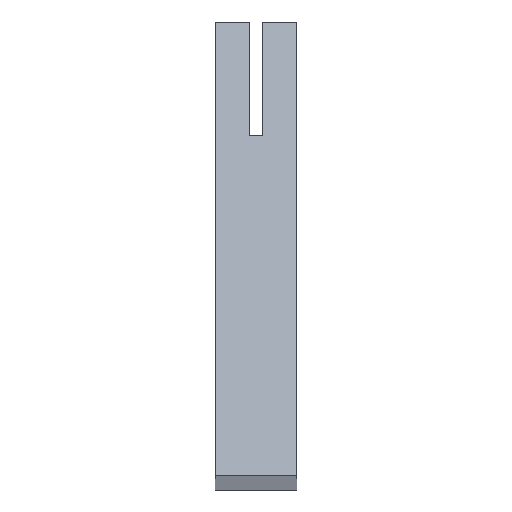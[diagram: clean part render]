
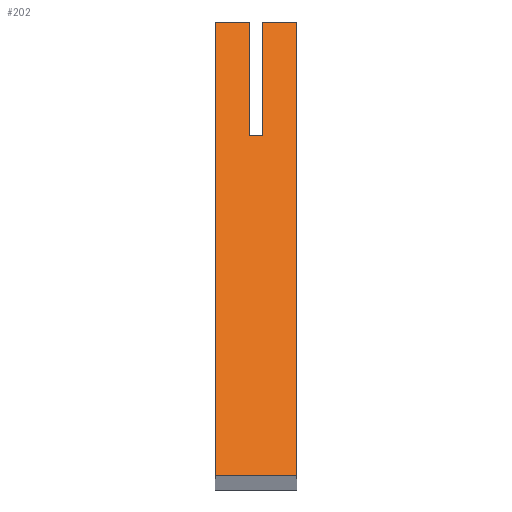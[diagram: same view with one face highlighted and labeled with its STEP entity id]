
A CAD part, top view. The second image highlights one B-rep face of the part: STEP entity #202.
In plain terms, the highlighted planar face has unit normal (0, 0.707, 0.707).
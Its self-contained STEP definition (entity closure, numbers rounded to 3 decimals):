
#57=CARTESIAN_POINT('Line Origine',(9.,-50.,919.)) ;
#61=CARTESIAN_POINT('Vertex',(0.,-50.,919.)) ;
#63=CARTESIAN_POINT('Vertex',(18.,-50.,919.)) ;
#97=CARTESIAN_POINT('Line Origine',(0.,0.,869.)) ;
#101=CARTESIAN_POINT('Vertex',(0.,50.,819.)) ;
#139=CARTESIAN_POINT('Vertex',(18.,50.,819.)) ;
#142=CARTESIAN_POINT('Line Origine',(18.,0.,869.)) ;
#154=CARTESIAN_POINT('Axis2P3D Location',(0.,-50.,919.)) ;
#159=CARTESIAN_POINT('Line Origine',(10.5,37.5,831.5)) ;
#163=CARTESIAN_POINT('Vertex',(10.5,50.,819.)) ;
#165=CARTESIAN_POINT('Vertex',(10.5,25.,844.)) ;
#168=CARTESIAN_POINT('Line Origine',(9.,25.,844.)) ;
#172=CARTESIAN_POINT('Vertex',(7.5,25.,844.)) ;
#175=CARTESIAN_POINT('Line Origine',(7.5,37.5,831.5)) ;
#179=CARTESIAN_POINT('Vertex',(7.5,50.,819.)) ;
#182=CARTESIAN_POINT('Line Origine',(3.75,50.,819.)) ;
#187=CARTESIAN_POINT('Line Origine',(14.25,50.,819.)) ;
#58=DIRECTION('Vector Direction',(1.,0.,0.)) ;
#98=DIRECTION('Vector Direction',(0.,0.707,-0.707)) ;
#143=DIRECTION('Vector Direction',(0.,0.707,-0.707)) ;
#155=DIRECTION('Axis2P3D Direction',(0.,-0.707,-0.707)) ;
#156=DIRECTION('Axis2P3D XDirection',(0.,0.707,-0.707)) ;
#160=DIRECTION('Vector Direction',(0.,-0.707,0.707)) ;
#169=DIRECTION('Vector Direction',(-1.,0.,0.)) ;
#176=DIRECTION('Vector Direction',(0.,-0.707,0.707)) ;
#183=DIRECTION('Vector Direction',(1.,0.,0.)) ;
#188=DIRECTION('Vector Direction',(1.,0.,0.)) ;
#157=AXIS2_PLACEMENT_3D('Plane Axis2P3D',#154,#155,#156) ;
#193=ORIENTED_EDGE('',*,*,#167,.T.) ;
#194=ORIENTED_EDGE('',*,*,#174,.T.) ;
#195=ORIENTED_EDGE('',*,*,#181,.F.) ;
#196=ORIENTED_EDGE('',*,*,#186,.F.) ;
#197=ORIENTED_EDGE('',*,*,#103,.T.) ;
#198=ORIENTED_EDGE('',*,*,#65,.T.) ;
#199=ORIENTED_EDGE('',*,*,#146,.F.) ;
#200=ORIENTED_EDGE('',*,*,#191,.F.) ;
#59=VECTOR('Line Direction',#58,1.) ;
#99=VECTOR('Line Direction',#98,1.) ;
#144=VECTOR('Line Direction',#143,1.) ;
#161=VECTOR('Line Direction',#160,1.) ;
#170=VECTOR('Line Direction',#169,1.) ;
#177=VECTOR('Line Direction',#176,1.) ;
#184=VECTOR('Line Direction',#183,1.) ;
#189=VECTOR('Line Direction',#188,1.) ;
#202=ADVANCED_FACE('Corps principal',(#201),#158,.F.) ;
#65=EDGE_CURVE('',#62,#64,#60,.T.) ;
#103=EDGE_CURVE('',#102,#62,#100,.F.) ;
#146=EDGE_CURVE('',#140,#64,#145,.F.) ;
#167=EDGE_CURVE('',#164,#166,#162,.T.) ;
#174=EDGE_CURVE('',#166,#173,#171,.T.) ;
#181=EDGE_CURVE('',#180,#173,#178,.T.) ;
#186=EDGE_CURVE('',#102,#180,#185,.T.) ;
#191=EDGE_CURVE('',#164,#140,#190,.T.) ;
#192=EDGE_LOOP('',(#193,#194,#195,#196,#197,#198,#199,#200)) ;
#201=FACE_OUTER_BOUND('',#192,.T.) ;
#60=LINE('Line',#57,#59) ;
#100=LINE('Line',#97,#99) ;
#145=LINE('Line',#142,#144) ;
#162=LINE('Line',#159,#161) ;
#171=LINE('Line',#168,#170) ;
#178=LINE('Line',#175,#177) ;
#185=LINE('Line',#182,#184) ;
#190=LINE('Line',#187,#189) ;
#158=PLANE('Plane',#157) ;
#62=VERTEX_POINT('',#61) ;
#64=VERTEX_POINT('',#63) ;
#102=VERTEX_POINT('',#101) ;
#140=VERTEX_POINT('',#139) ;
#164=VERTEX_POINT('',#163) ;
#166=VERTEX_POINT('',#165) ;
#173=VERTEX_POINT('',#172) ;
#180=VERTEX_POINT('',#179) ;
